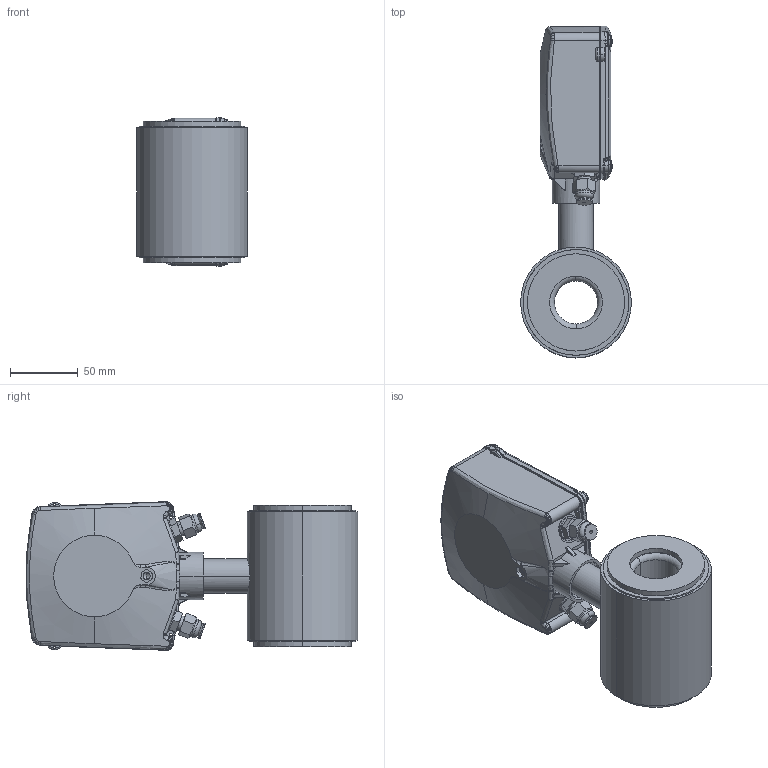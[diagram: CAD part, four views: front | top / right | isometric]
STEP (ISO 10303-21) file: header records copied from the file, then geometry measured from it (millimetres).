
FILE_DESCRIPTION (( 'STEP AP203' ), '1' );
FILE_NAME ('杬2 羼32.STEP', '2022-10-21T12:13:29', ( '' ), ( '' ), 'SwSTEP 2.0', 'SolidWorks 2014', '' );
FILE_SCHEMA (( 'CONFIG_CONTROL_DESIGN' ));
Length unit declared in the file: millimetre
Products named in the file (15): ãàéêà1 äëÿ ãèäðîââîäà; ﾊ鮻 32; ãèäðîââîä 2 ãàéêà; 膰錪犩 32; ãèäðîââîä çàãëóøêà; 栺鍣罻 羼32; ãèäðîââîä ïðîêëàäêà; êàòóøêà 32; ãèäðîââîä ñáîðêà; Êîðïóñ-1 ïîä Ìå; 鏝鋋瘔 鼁闉罻; Êðûøêà íåïð. îðàíæ; 杬2 羼32; øóðóï; ãèäðîââîä îñíîâàíèå
Assembly tree (19 placements, depth 4):
  杬2 羼32
    ﾊ鮻 32
    膰錪犩 32  x2
    栺鍣罻 羼32
    êàòóøêà 32
    鏝鋋瘔 鼁闉罻
      Êîðïóñ-1 ïîä Ìå
      Êðûøêà íåïð. îðàíæ
      øóðóï  x4
      ãèäðîââîä ñáîðêà  x2
        ãèäðîââîä îñíîâàíèå
        ãàéêà1 äëÿ ãèäðîââîäà
        ãèäðîââîä 2 ãàéêà
        ãèäðîââîä çàãëóøêà
        ãèäðîââîä ïðîêëàäêà
Bounding box: 82 x 245.7 x 110 mm (x, y, z)
Volume: 353562.6 mm3; surface area: 214965.4 mm2
Topology: 21 solids, 21 shells, 902 faces, 2275 edges, 1442 vertices
Faces by surface type: cylinder 330, plane 294, bspline 136, cone 79, torus 55, sphere 8
Entity records: 31906 total; most frequent: CARTESIAN_POINT 13566, ORIENTED_EDGE 3700, DIRECTION 3209, EDGE_CURVE 1850, AXIS2_PLACEMENT_3D 1280, VERTEX_POINT 1180, EDGE_LOOP 806, FACE_OUTER_BOUND 726
